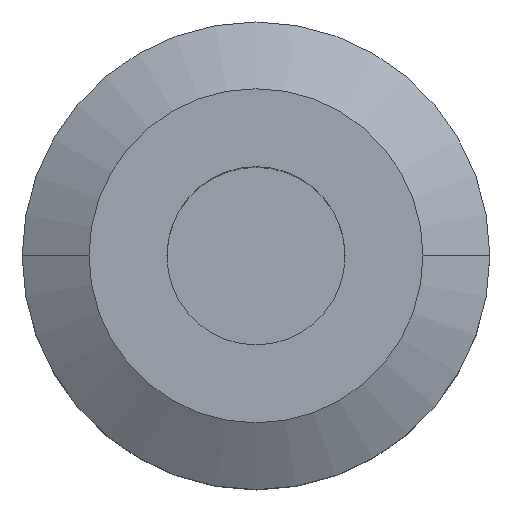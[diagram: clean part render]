
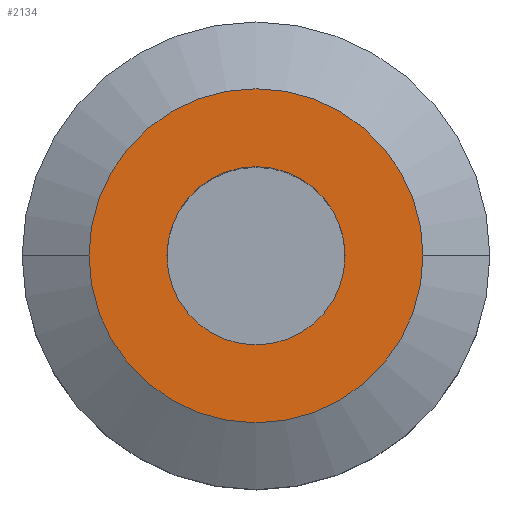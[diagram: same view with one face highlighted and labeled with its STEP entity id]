
A CAD part, top view. The second image highlights one B-rep face of the part: STEP entity #2134.
In plain terms, the highlighted planar face has unit normal (0, 0, 1).
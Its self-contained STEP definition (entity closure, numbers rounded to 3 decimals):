
#55 = CIRCLE ( 'NONE', #2026, 8. ) ;
#60 = PLANE ( 'NONE',  #1864 ) ;
#203 = FACE_OUTER_BOUND ( 'NONE', #2323, .T. ) ;
#210 = ORIENTED_EDGE ( 'NONE', *, *, #2152, .T. ) ;
#257 = EDGE_LOOP ( 'NONE', ( #601, #210 ) ) ;
#278 = CARTESIAN_POINT ( 'NONE',  ( 0., 0., 80. ) ) ;
#313 = CARTESIAN_POINT ( 'NONE',  ( 0., 0., 80. ) ) ;
#382 = ORIENTED_EDGE ( 'NONE', *, *, #496, .F. ) ;
#496 = EDGE_CURVE ( 'NONE', #1251, #2065, #1612, .T. ) ;
#520 = DIRECTION ( 'NONE',  ( -1., 0., 0. ) ) ;
#540 = DIRECTION ( 'NONE',  ( -1., 0., 0. ) ) ;
#548 = VERTEX_POINT ( 'NONE', #1541 ) ;
#561 = DIRECTION ( 'NONE',  ( 1., 0., 0. ) ) ;
#578 = DIRECTION ( 'NONE',  ( -1., 0., 0. ) ) ;
#601 = ORIENTED_EDGE ( 'NONE', *, *, #2829, .T. ) ;
#603 = DIRECTION ( 'NONE',  ( 0., 0., -1. ) ) ;
#769 = CARTESIAN_POINT ( 'NONE',  ( 0., 0., 80. ) ) ;
#847 = AXIS2_PLACEMENT_3D ( 'NONE', #278, #2019, #540 ) ;
#966 = CIRCLE ( 'NONE', #847, 8. ) ;
#1251 = VERTEX_POINT ( 'NONE', #2476 ) ;
#1398 = AXIS2_PLACEMENT_3D ( 'NONE', #769, #2758, #520 ) ;
#1501 = CIRCLE ( 'NONE', #1961, 15. ) ;
#1541 = CARTESIAN_POINT ( 'NONE',  ( -8., 0., 80. ) ) ;
#1612 = CIRCLE ( 'NONE', #1398, 15. ) ;
#1804 = CARTESIAN_POINT ( 'NONE',  ( 0., 15., 80. ) ) ;
#1864 = AXIS2_PLACEMENT_3D ( 'NONE', #1804, #2048, #561 ) ;
#1961 = AXIS2_PLACEMENT_3D ( 'NONE', #2092, #603, #2346 ) ;
#2019 = DIRECTION ( 'NONE',  ( 0., 0., -1. ) ) ;
#2026 = AXIS2_PLACEMENT_3D ( 'NONE', #313, #2057, #578 ) ;
#2034 = FACE_BOUND ( 'NONE', #257, .T. ) ;
#2048 = DIRECTION ( 'NONE',  ( 0., 0., 1. ) ) ;
#2057 = DIRECTION ( 'NONE',  ( 0., 0., -1. ) ) ;
#2065 = VERTEX_POINT ( 'NONE', #2229 ) ;
#2092 = CARTESIAN_POINT ( 'NONE',  ( 0., 0., 80. ) ) ;
#2134 = ADVANCED_FACE ( 'NONE', ( #2034, #203 ), #60, .T. ) ;
#2152 = EDGE_CURVE ( 'NONE', #2279, #548, #55, .T. ) ;
#2229 = CARTESIAN_POINT ( 'NONE',  ( -15., 0., 80. ) ) ;
#2279 = VERTEX_POINT ( 'NONE', #2838 ) ;
#2322 = ORIENTED_EDGE ( 'NONE', *, *, #2410, .F. ) ;
#2323 = EDGE_LOOP ( 'NONE', ( #2322, #382 ) ) ;
#2346 = DIRECTION ( 'NONE',  ( -1., 0., 0. ) ) ;
#2410 = EDGE_CURVE ( 'NONE', #2065, #1251, #1501, .T. ) ;
#2476 = CARTESIAN_POINT ( 'NONE',  ( 15., 0., 80. ) ) ;
#2758 = DIRECTION ( 'NONE',  ( 0., 0., -1. ) ) ;
#2829 = EDGE_CURVE ( 'NONE', #548, #2279, #966, .T. ) ;
#2838 = CARTESIAN_POINT ( 'NONE',  ( 8., 0., 80. ) ) ;
